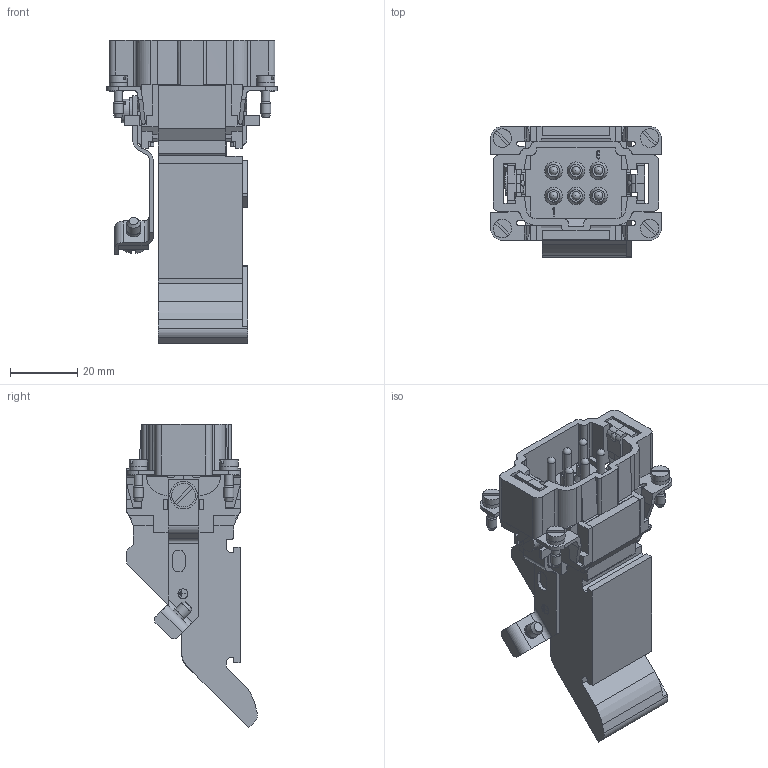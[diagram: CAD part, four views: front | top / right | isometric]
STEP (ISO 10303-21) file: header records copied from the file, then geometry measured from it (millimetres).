
FILE_DESCRIPTION(/* description */ (''),/* implementation_level */ '2;1');
FILE_NAME(/* name */ '100662235ugm000_b.stp',/* time_stamp */ '2019-08-23T11:07:29+02:00',/* author */ (''),/* organization */ (''),/* preprocessor_version */ 'ST-DEVELOPER v16.7',/* originating_system */ 'SIEMENS PLM Software NX 12.0',/* authorisation */ '');
FILE_SCHEMA (('AUTOMOTIVE_DESIGN { 1 0 10303 214 3 1 1 1 }'));
Length unit declared in the file: millimetre
Products named in the file (1): 100662235ugm000_b
Bounding box: 51 x 39.04 x 90.53 mm (x, y, z)
Volume: 50995.2 mm3; surface area: 20621.7 mm2
Topology: 1 solids, 1 shells, 899 faces, 2586 edges, 1817 vertices
Faces by surface type: plane 653, cylinder 200, cone 21, extrusion 15, sphere 10
Full cylindrical faces by diameter (mm): 0.6 x2, 0.683 x1, 0.807 x1, 2.5 x10, 2.925 x1, 3 x5, 3.7 x6, 4 x1, 4.35 x1, 5 x6, 5.3 x4, 5.5 x4, 7 x2, 8.17 x1
Entity records: 35954 total; most frequent: CARTESIAN_POINT 6647, ORIENTED_EDGE 4776, DIRECTION 4360, EDGE_CURVE 2388, VECTOR 1816, LINE 1801, VERTEX_POINT 1615, AXIS2_PLACEMENT_3D 1272
